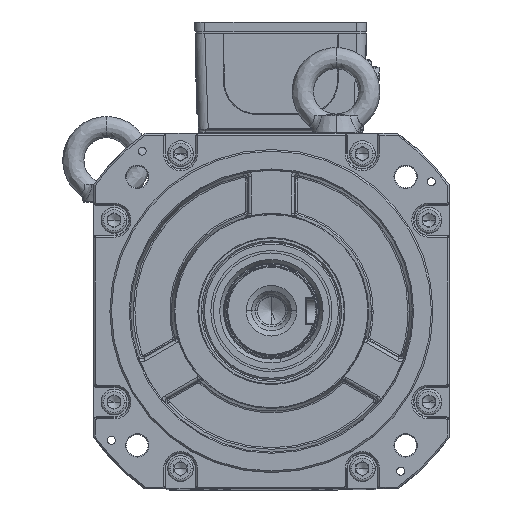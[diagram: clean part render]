
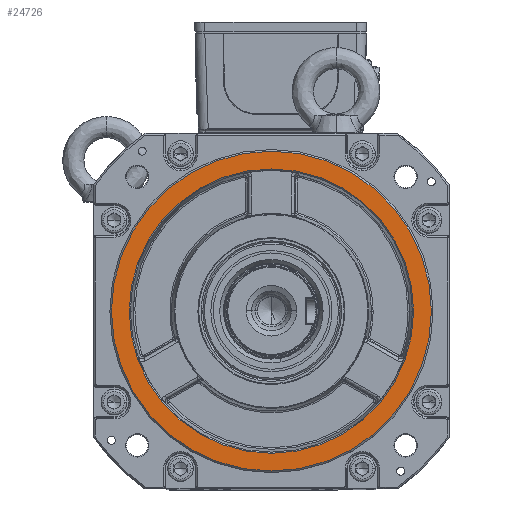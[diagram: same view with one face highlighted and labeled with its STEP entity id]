
A CAD part, top view. The second image highlights one B-rep face of the part: STEP entity #24726.
In plain terms, the highlighted planar face has unit normal (0, 0, 1).
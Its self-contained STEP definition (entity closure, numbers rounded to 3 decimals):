
#21288=CARTESIAN_POINT('',(-99.,0.,210.5));
#21289=VERTEX_POINT('',#21288);
#21290=CARTESIAN_POINT('',(99.,0.,210.5));
#21291=VERTEX_POINT('',#21290);
#21292=CARTESIAN_POINT('',(0.,0.,210.5));
#21293=DIRECTION('',(-1.,0.,0.));
#21294=DIRECTION('',(0.,0.,-1.));
#21295=AXIS2_PLACEMENT_3D('',#21292,#21294,#21293);
#21296=CIRCLE('',#21295,99.);
#21297=EDGE_CURVE('',#21289,#21291,#21296,.T.);
#21321=CARTESIAN_POINT('',(0.,0.,210.5));
#21322=DIRECTION('',(-1.,0.,0.));
#21323=DIRECTION('',(0.,0.,1.));
#21324=AXIS2_PLACEMENT_3D('',#21321,#21323,#21322);
#21325=CIRCLE('',#21324,99.);
#21326=EDGE_CURVE('',#21289,#21291,#21325,.T.);
#24697=CARTESIAN_POINT('',(99.,0.,210.5));
#24698=DIRECTION('',(1.,0.,0.));
#24699=DIRECTION('',(0.,0.,1.));
#24700=AXIS2_PLACEMENT_3D('',#24697,#24699,#24698);
#24701=PLANE('',#24700);
#24702=ORIENTED_EDGE('',*,*,#21297,.F.);
#24703=ORIENTED_EDGE('',*,*,#21326,.T.);
#24704=EDGE_LOOP('',(#24702,#24703));
#24705=FACE_OUTER_BOUND('',#24704,.T.);
#24706=CARTESIAN_POINT('',(-88.,0.,210.5));
#24707=VERTEX_POINT('',#24706);
#24708=CARTESIAN_POINT('',(88.,0.,210.5));
#24709=VERTEX_POINT('',#24708);
#24710=CARTESIAN_POINT('',(0.,0.,210.5));
#24711=DIRECTION('',(-1.,0.,0.));
#24712=DIRECTION('',(0.,0.,-1.));
#24713=AXIS2_PLACEMENT_3D('',#24710,#24712,#24711);
#24714=CIRCLE('',#24713,88.);
#24715=EDGE_CURVE('',#24707,#24709,#24714,.T.);
#24716=ORIENTED_EDGE('',*,*,#24715,.T.);
#24717=CARTESIAN_POINT('',(0.,0.,210.5));
#24718=DIRECTION('',(-1.,0.,0.));
#24719=DIRECTION('',(0.,0.,1.));
#24720=AXIS2_PLACEMENT_3D('',#24717,#24719,#24718);
#24721=CIRCLE('',#24720,88.);
#24722=EDGE_CURVE('',#24707,#24709,#24721,.T.);
#24723=ORIENTED_EDGE('',*,*,#24722,.F.);
#24724=EDGE_LOOP('',(#24716,#24723));
#24725=FACE_BOUND('',#24724,.T.);
#24726=ADVANCED_FACE('',(#24705,#24725),#24701,.T.);
